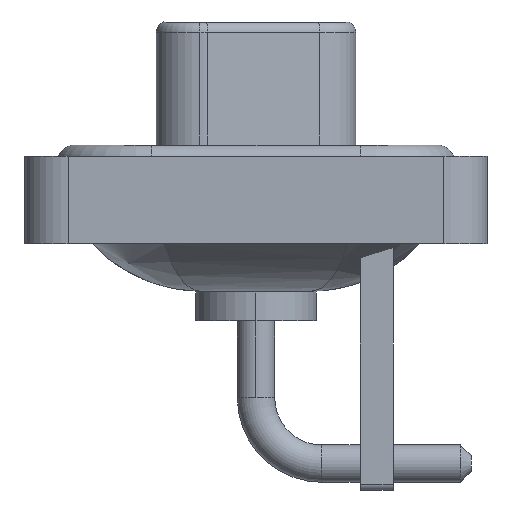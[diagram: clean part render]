
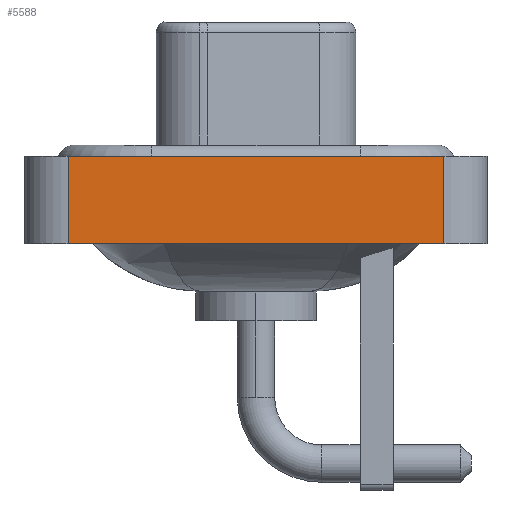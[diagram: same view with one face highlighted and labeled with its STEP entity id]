
A CAD part, left-side view. The second image highlights one B-rep face of the part: STEP entity #5588.
In plain terms, the highlighted planar face has unit normal (-1, 0, 0).
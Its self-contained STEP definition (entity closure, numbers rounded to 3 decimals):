
#83 = DIRECTION ( 'NONE',  ( 0., -1., 0. ) ) ;
#590 = EDGE_CURVE ( 'NONE', #10289, #2649, #8939, .T. ) ;
#615 = VERTEX_POINT ( 'NONE', #1038 ) ;
#1038 = CARTESIAN_POINT ( 'NONE',  ( -7.3, 8.55, 0.4 ) ) ;
#2444 = DIRECTION ( 'NONE',  ( 0., -1., 0. ) ) ;
#2649 = VERTEX_POINT ( 'NONE', #15824 ) ;
#3373 = VECTOR ( 'NONE', #16642, 1000. ) ;
#4300 = ORIENTED_EDGE ( 'NONE', *, *, #5180, .F. ) ;
#4488 = VECTOR ( 'NONE', #2444, 1000. ) ;
#5180 = EDGE_CURVE ( 'NONE', #615, #2649, #6838, .T. ) ;
#5407 = DIRECTION ( 'NONE',  ( -1., 0., 0. ) ) ;
#5588 = ADVANCED_FACE ( 'NONE', ( #12037 ), #13426, .T. ) ;
#5859 = ORIENTED_EDGE ( 'NONE', *, *, #590, .T. ) ;
#6679 = LINE ( 'NONE', #6768, #8362 ) ;
#6768 = CARTESIAN_POINT ( 'NONE',  ( -7.3, 8.55, -3.6 ) ) ;
#6838 = LINE ( 'NONE', #17251, #14209 ) ;
#7389 = VERTEX_POINT ( 'NONE', #10190 ) ;
#8362 = VECTOR ( 'NONE', #10975, 1000. ) ;
#8820 = EDGE_CURVE ( 'NONE', #7389, #10289, #15861, .T. ) ;
#8939 = LINE ( 'NONE', #14190, #3373 ) ;
#8963 = EDGE_CURVE ( 'NONE', #7389, #615, #6679, .T. ) ;
#9068 = ORIENTED_EDGE ( 'NONE', *, *, #8820, .T. ) ;
#10190 = CARTESIAN_POINT ( 'NONE',  ( -7.3, 8.55, -3.6 ) ) ;
#10289 = VERTEX_POINT ( 'NONE', #16559 ) ;
#10889 = AXIS2_PLACEMENT_3D ( 'NONE', #14833, #5407, #14744 ) ;
#10975 = DIRECTION ( 'NONE',  ( 0., 0., 1. ) ) ;
#12037 = FACE_OUTER_BOUND ( 'NONE', #14777, .T. ) ;
#13067 = CARTESIAN_POINT ( 'NONE',  ( -7.3, -8.55, -3.6 ) ) ;
#13426 = PLANE ( 'NONE',  #10889 ) ;
#14190 = CARTESIAN_POINT ( 'NONE',  ( -7.3, -8.55, -3.6 ) ) ;
#14209 = VECTOR ( 'NONE', #83, 1000. ) ;
#14744 = DIRECTION ( 'NONE',  ( 0., 0., 1. ) ) ;
#14777 = EDGE_LOOP ( 'NONE', ( #5859, #4300, #15602, #9068 ) ) ;
#14833 = CARTESIAN_POINT ( 'NONE',  ( -7.3, -8.55, -3.6 ) ) ;
#15602 = ORIENTED_EDGE ( 'NONE', *, *, #8963, .F. ) ;
#15824 = CARTESIAN_POINT ( 'NONE',  ( -7.3, -8.55, 0.4 ) ) ;
#15861 = LINE ( 'NONE', #13067, #4488 ) ;
#16559 = CARTESIAN_POINT ( 'NONE',  ( -7.3, -8.55, -3.6 ) ) ;
#16642 = DIRECTION ( 'NONE',  ( 0., 0., 1. ) ) ;
#17251 = CARTESIAN_POINT ( 'NONE',  ( -7.3, -8.55, 0.4 ) ) ;
